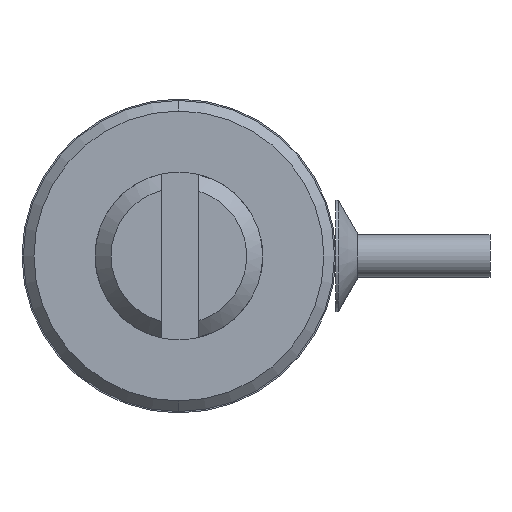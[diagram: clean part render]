
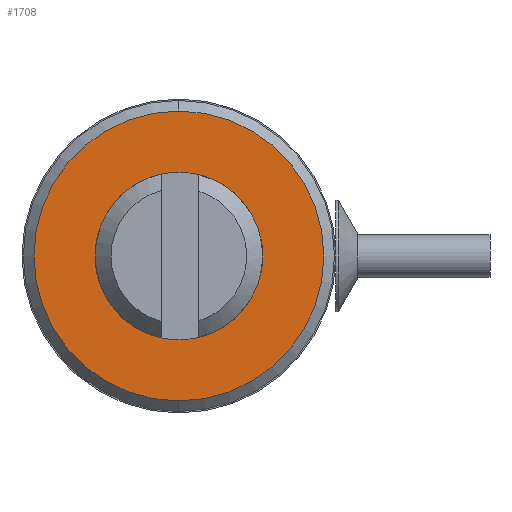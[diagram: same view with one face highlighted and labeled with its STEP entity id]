
A CAD part, front view. The second image highlights one B-rep face of the part: STEP entity #1708.
In plain terms, the highlighted planar face has unit normal (0, -1, 0).
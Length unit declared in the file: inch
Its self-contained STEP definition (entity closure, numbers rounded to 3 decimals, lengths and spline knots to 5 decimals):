
#32 = FACE_OUTER_BOUND ( 'NONE', #729, .T. ) ;
#106 = EDGE_CURVE ( 'NONE', #475, #654, #765, .T. ) ;
#166 = CARTESIAN_POINT ( 'NONE',  ( 0., -0.1, 0. ) ) ;
#185 = DIRECTION ( 'NONE',  ( 0., 0., -1. ) ) ;
#255 = AXIS2_PLACEMENT_3D ( 'NONE', #539, #1825, #974 ) ;
#257 = VERTEX_POINT ( 'NONE', #1361 ) ;
#309 = ORIENTED_EDGE ( 'NONE', *, *, #1729, .T. ) ;
#330 = EDGE_CURVE ( 'NONE', #257, #506, #1011, .T. ) ;
#443 = EDGE_LOOP ( 'NONE', ( #1784, #674 ) ) ;
#463 = FACE_BOUND ( 'NONE', #443, .T. ) ;
#475 = VERTEX_POINT ( 'NONE', #1485 ) ;
#484 = DIRECTION ( 'NONE',  ( 0., 0., -1. ) ) ;
#506 = VERTEX_POINT ( 'NONE', #1625 ) ;
#525 = DIRECTION ( 'NONE',  ( 0., 0., -1. ) ) ;
#539 = CARTESIAN_POINT ( 'NONE',  ( 0., -0.1, 0. ) ) ;
#564 = EDGE_CURVE ( 'NONE', #654, #475, #1494, .T. ) ;
#625 = PLANE ( 'NONE',  #1368 ) ;
#654 = VERTEX_POINT ( 'NONE', #1629 ) ;
#674 = ORIENTED_EDGE ( 'NONE', *, *, #106, .F. ) ;
#729 = EDGE_LOOP ( 'NONE', ( #1599, #309 ) ) ;
#765 = CIRCLE ( 'NONE', #255, 0.315 ) ;
#896 = AXIS2_PLACEMENT_3D ( 'NONE', #1488, #1333, #1346 ) ;
#899 = DIRECTION ( 'NONE',  ( 0., -1., 0. ) ) ;
#911 = DIRECTION ( 'NONE',  ( 0., -1., 0. ) ) ;
#974 = DIRECTION ( 'NONE',  ( 0., 0., -1. ) ) ;
#1011 = CIRCLE ( 'NONE', #1278, 0.545 ) ;
#1174 = CARTESIAN_POINT ( 'NONE',  ( 0., -0.1, 0. ) ) ;
#1275 = AXIS2_PLACEMENT_3D ( 'NONE', #1456, #899, #185 ) ;
#1278 = AXIS2_PLACEMENT_3D ( 'NONE', #166, #1592, #525 ) ;
#1301 = CIRCLE ( 'NONE', #1275, 0.545 ) ;
#1333 = DIRECTION ( 'NONE',  ( 0., -1., 0. ) ) ;
#1346 = DIRECTION ( 'NONE',  ( 0., 0., -1. ) ) ;
#1361 = CARTESIAN_POINT ( 'NONE',  ( 0., -0.1, 0.545 ) ) ;
#1368 = AXIS2_PLACEMENT_3D ( 'NONE', #1174, #911, #484 ) ;
#1456 = CARTESIAN_POINT ( 'NONE',  ( 0., -0.1, 0. ) ) ;
#1485 = CARTESIAN_POINT ( 'NONE',  ( 0., -0.1, -0.315 ) ) ;
#1488 = CARTESIAN_POINT ( 'NONE',  ( 0., -0.1, 0. ) ) ;
#1494 = CIRCLE ( 'NONE', #896, 0.315 ) ;
#1592 = DIRECTION ( 'NONE',  ( 0., -1., 0. ) ) ;
#1599 = ORIENTED_EDGE ( 'NONE', *, *, #330, .T. ) ;
#1625 = CARTESIAN_POINT ( 'NONE',  ( 0., -0.1, -0.545 ) ) ;
#1629 = CARTESIAN_POINT ( 'NONE',  ( 0., -0.1, 0.315 ) ) ;
#1708 = ADVANCED_FACE ( 'NONE', ( #463, #32 ), #625, .T. ) ;
#1729 = EDGE_CURVE ( 'NONE', #506, #257, #1301, .T. ) ;
#1784 = ORIENTED_EDGE ( 'NONE', *, *, #564, .F. ) ;
#1825 = DIRECTION ( 'NONE',  ( 0., -1., 0. ) ) ;
